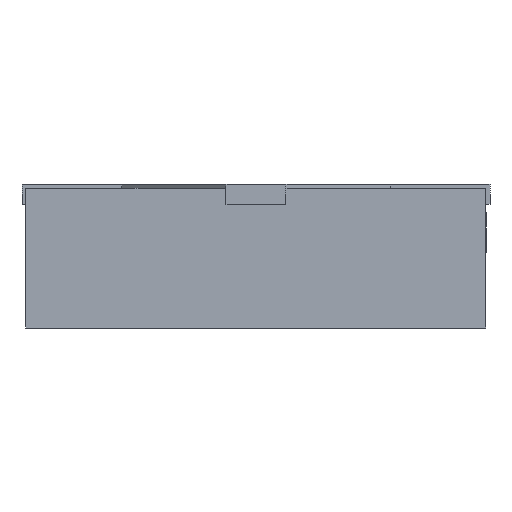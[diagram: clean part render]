
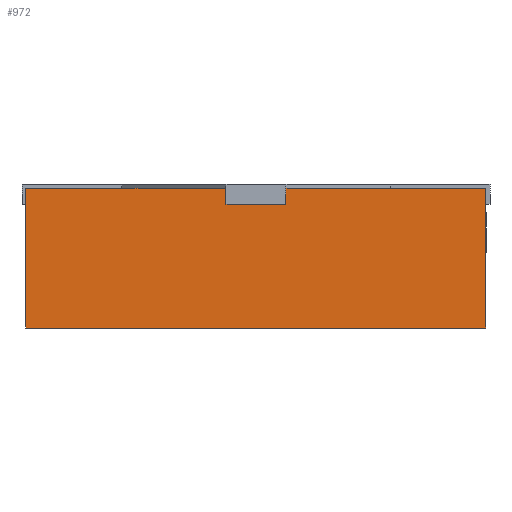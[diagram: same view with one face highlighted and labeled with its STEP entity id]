
A CAD part, front view. The second image highlights one B-rep face of the part: STEP entity #972.
In plain terms, the highlighted planar face has unit normal (0, -1, 0).
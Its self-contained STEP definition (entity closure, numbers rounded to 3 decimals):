
#11 = PLANE ( 'NONE',  #2212 ) ;
#18 = LINE ( 'NONE', #1374, #1996 ) ;
#38 = EDGE_CURVE ( 'NONE', #1840, #2280, #18, .T. ) ;
#79 = VERTEX_POINT ( 'NONE', #2111 ) ;
#80 = CARTESIAN_POINT ( 'NONE',  ( 0.575, -0.575, 0. ) ) ;
#97 = LINE ( 'NONE', #229, #1920 ) ;
#159 = CARTESIAN_POINT ( 'NONE',  ( 0.075, -0.575, 0.35 ) ) ;
#177 = DIRECTION ( 'NONE',  ( 0., 0., 1. ) ) ;
#194 = CARTESIAN_POINT ( 'NONE',  ( -0.575, -0.575, 0. ) ) ;
#214 = CARTESIAN_POINT ( 'NONE',  ( -0.075, -0.575, 0.31 ) ) ;
#221 = CARTESIAN_POINT ( 'NONE',  ( -0.575, -0.575, 0.35 ) ) ;
#229 = CARTESIAN_POINT ( 'NONE',  ( -0.575, -0.575, 0.35 ) ) ;
#256 = EDGE_CURVE ( 'NONE', #1658, #79, #1740, .T. ) ;
#405 = CARTESIAN_POINT ( 'NONE',  ( -0.575, -0.575, 0.31 ) ) ;
#417 = DIRECTION ( 'NONE',  ( 0., 0., -1. ) ) ;
#429 = ORIENTED_EDGE ( 'NONE', *, *, #256, .F. ) ;
#461 = LINE ( 'NONE', #1803, #1761 ) ;
#468 = VECTOR ( 'NONE', #1516, 1000. ) ;
#504 = VERTEX_POINT ( 'NONE', #1794 ) ;
#531 = LINE ( 'NONE', #2242, #1126 ) ;
#542 = DIRECTION ( 'NONE',  ( 0., 0., 1. ) ) ;
#567 = VERTEX_POINT ( 'NONE', #159 ) ;
#590 = CARTESIAN_POINT ( 'NONE',  ( -0.075, -0.575, 0.35 ) ) ;
#599 = VECTOR ( 'NONE', #1751, 1000. ) ;
#628 = LINE ( 'NONE', #194, #599 ) ;
#639 = VECTOR ( 'NONE', #1157, 1000. ) ;
#664 = ORIENTED_EDGE ( 'NONE', *, *, #38, .F. ) ;
#736 = CARTESIAN_POINT ( 'NONE',  ( -0.575, -0.575, 0.35 ) ) ;
#742 = CARTESIAN_POINT ( 'NONE',  ( -0.575, -0.575, 0.35 ) ) ;
#812 = ORIENTED_EDGE ( 'NONE', *, *, #1021, .T. ) ;
#901 = EDGE_CURVE ( 'NONE', #1658, #1106, #531, .T. ) ;
#913 = ORIENTED_EDGE ( 'NONE', *, *, #1678, .F. ) ;
#972 = ADVANCED_FACE ( 'NONE', ( #1718 ), #11, .F. ) ;
#1021 = EDGE_CURVE ( 'NONE', #2487, #504, #97, .T. ) ;
#1067 = CARTESIAN_POINT ( 'NONE',  ( -0.575, -0.575, 0.35 ) ) ;
#1106 = VERTEX_POINT ( 'NONE', #590 ) ;
#1126 = VECTOR ( 'NONE', #542, 1000. ) ;
#1155 = VECTOR ( 'NONE', #1186, 1000. ) ;
#1157 = DIRECTION ( 'NONE',  ( 1., 0., 0. ) ) ;
#1186 = DIRECTION ( 'NONE',  ( 1., 0., 0. ) ) ;
#1187 = EDGE_CURVE ( 'NONE', #567, #79, #461, .T. ) ;
#1194 = DIRECTION ( 'NONE',  ( 0., 0., -1. ) ) ;
#1280 = CARTESIAN_POINT ( 'NONE',  ( 0.575, -0.575, 0.35 ) ) ;
#1374 = CARTESIAN_POINT ( 'NONE',  ( 0.575, -0.575, 0.35 ) ) ;
#1433 = DIRECTION ( 'NONE',  ( 0., 0., -1. ) ) ;
#1516 = DIRECTION ( 'NONE',  ( 1., 0., 0. ) ) ;
#1658 = VERTEX_POINT ( 'NONE', #214 ) ;
#1678 = EDGE_CURVE ( 'NONE', #567, #1840, #1946, .T. ) ;
#1718 = FACE_OUTER_BOUND ( 'NONE', #1827, .T. ) ;
#1740 = LINE ( 'NONE', #405, #639 ) ;
#1750 = EDGE_CURVE ( 'NONE', #504, #2280, #628, .T. ) ;
#1751 = DIRECTION ( 'NONE',  ( 1., 0., 0. ) ) ;
#1761 = VECTOR ( 'NONE', #1433, 1000. ) ;
#1794 = CARTESIAN_POINT ( 'NONE',  ( -0.575, -0.575, 0. ) ) ;
#1803 = CARTESIAN_POINT ( 'NONE',  ( 0.075, -0.575, 0.35 ) ) ;
#1827 = EDGE_LOOP ( 'NONE', ( #913, #2437, #429, #2052, #1988, #812, #2149, #664 ) ) ;
#1840 = VERTEX_POINT ( 'NONE', #1280 ) ;
#1920 = VECTOR ( 'NONE', #1194, 1000. ) ;
#1946 = LINE ( 'NONE', #221, #1155 ) ;
#1988 = ORIENTED_EDGE ( 'NONE', *, *, #2476, .F. ) ;
#1996 = VECTOR ( 'NONE', #417, 1000. ) ;
#2052 = ORIENTED_EDGE ( 'NONE', *, *, #901, .T. ) ;
#2070 = DIRECTION ( 'NONE',  ( 0., 1., 0. ) ) ;
#2111 = CARTESIAN_POINT ( 'NONE',  ( 0.075, -0.575, 0.31 ) ) ;
#2149 = ORIENTED_EDGE ( 'NONE', *, *, #1750, .T. ) ;
#2212 = AXIS2_PLACEMENT_3D ( 'NONE', #736, #2070, #177 ) ;
#2242 = CARTESIAN_POINT ( 'NONE',  ( -0.075, -0.575, 0.35 ) ) ;
#2280 = VERTEX_POINT ( 'NONE', #80 ) ;
#2437 = ORIENTED_EDGE ( 'NONE', *, *, #1187, .T. ) ;
#2467 = LINE ( 'NONE', #742, #468 ) ;
#2476 = EDGE_CURVE ( 'NONE', #2487, #1106, #2467, .T. ) ;
#2487 = VERTEX_POINT ( 'NONE', #1067 ) ;
